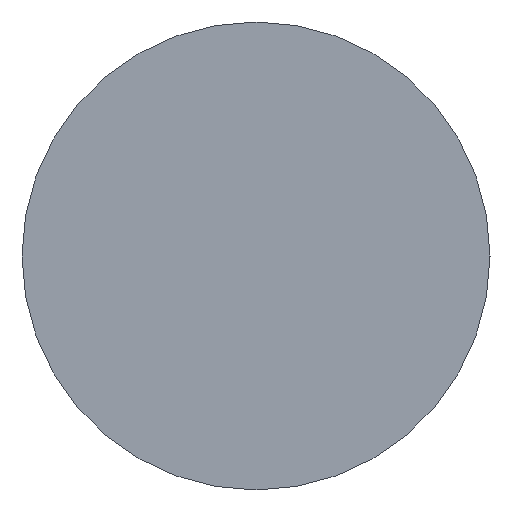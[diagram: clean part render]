
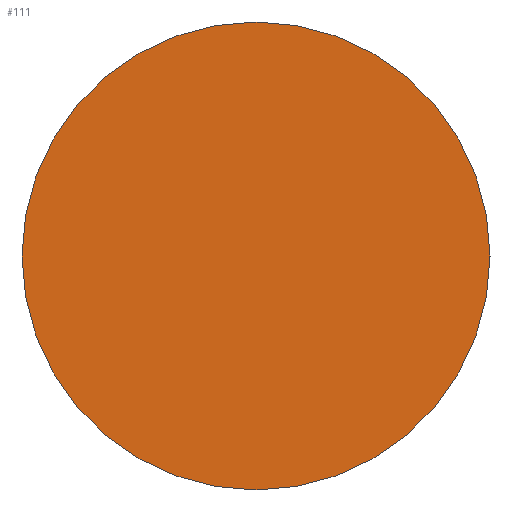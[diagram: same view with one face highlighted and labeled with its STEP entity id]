
A CAD part, left-side view. The second image highlights one B-rep face of the part: STEP entity #111.
In plain terms, the highlighted planar face has unit normal (-1, 0, 0).
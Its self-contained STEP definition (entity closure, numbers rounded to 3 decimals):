
#2 = ORIENTED_EDGE ( 'NONE', *, *, #46, .T. ) ;
#7 = EDGE_LOOP ( 'NONE', ( #161, #2 ) ) ;
#18 = VERTEX_POINT ( 'NONE', #152 ) ;
#32 = CARTESIAN_POINT ( 'NONE',  ( 416.985, 167.109, 2. ) ) ;
#34 = CARTESIAN_POINT ( 'NONE',  ( 416.985, 167.109, 0. ) ) ;
#41 = AXIS2_PLACEMENT_3D ( 'NONE', #63, #168, #120 ) ;
#46 = EDGE_CURVE ( 'NONE', #18, #78, #137, .T. ) ;
#61 = FACE_OUTER_BOUND ( 'NONE', #7, .T. ) ;
#63 = CARTESIAN_POINT ( 'NONE',  ( 416.985, 167.109, 0. ) ) ;
#65 = DIRECTION ( 'NONE',  ( -1., 0., 0. ) ) ;
#78 = VERTEX_POINT ( 'NONE', #32 ) ;
#79 = EDGE_CURVE ( 'NONE', #78, #18, #125, .T. ) ;
#90 = CARTESIAN_POINT ( 'NONE',  ( 416.985, 167.109, 0. ) ) ;
#93 = DIRECTION ( 'NONE',  ( 0., 0., 1. ) ) ;
#110 = AXIS2_PLACEMENT_3D ( 'NONE', #90, #180, #153 ) ;
#111 = ADVANCED_FACE ( 'NONE', ( #61 ), #136, .F. ) ;
#120 = DIRECTION ( 'NONE',  ( 0., 0., -1. ) ) ;
#125 = CIRCLE ( 'NONE', #174, 2. ) ;
#136 = PLANE ( 'NONE',  #41 ) ;
#137 = CIRCLE ( 'NONE', #110, 2. ) ;
#152 = CARTESIAN_POINT ( 'NONE',  ( 416.985, 167.109, -2. ) ) ;
#153 = DIRECTION ( 'NONE',  ( 0., 0., 1. ) ) ;
#161 = ORIENTED_EDGE ( 'NONE', *, *, #79, .T. ) ;
#168 = DIRECTION ( 'NONE',  ( 1., 0., 0. ) ) ;
#174 = AXIS2_PLACEMENT_3D ( 'NONE', #34, #65, #93 ) ;
#180 = DIRECTION ( 'NONE',  ( -1., 0., 0. ) ) ;
